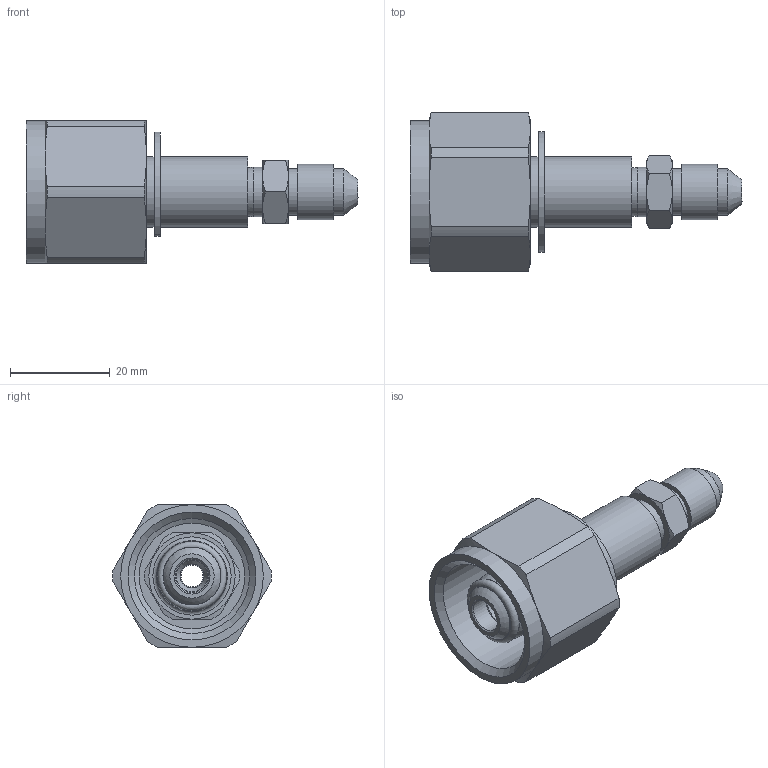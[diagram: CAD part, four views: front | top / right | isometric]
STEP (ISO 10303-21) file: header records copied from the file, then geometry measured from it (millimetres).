
FILE_DESCRIPTION(('STEP AP203'),'1');
FILE_NAME('00GSE-1046-00_-1 (Transfill Adapter Assy, CGA-540N x JIC-4M).stp','2024-03-27T20:10:22',(' '),(' '),'Spatial InterOp 3D',' ',' ');
FILE_SCHEMA(('CONFIG_CONTROL_DESIGN'));
Length unit declared in the file: inch
Products named in the file (6): 00GSE-1046-00$-1 (Transfill Adapter Assy, CGA-540N x JIC-4M); 00HDW-0370-04$C1 (CGA-540 Nipple x 1/8-27 FNPT, Modified, Brass) [nee Superior NP-211] [DV]; 00HDW-0358-00 (CGA-540 Nut, .903-14, Brass); 00HDW-0321-00 (Adapter, 1/8-27 MNPT x JIC-4M, Brass) [Parker 4_FTX]; 09005-0001-00 (Retaining Ring, 5/8" External Side Mount, Steel) [Rotorclip E-62ST ZD B100]; 09001-0011-90 (O-ring, Viton, 2-011, V90)
Assembly tree (5 placements, depth 2):
  00GSE-1046-00$-1 (Transfill Adapter Assy, CGA-540N x JIC-4M)
    00HDW-0370-04$C1 (CGA-540 Nipple x 1/8-27 FNPT, Modified, Brass) [nee Superior NP-211] [DV]
    00HDW-0358-00 (CGA-540 Nut, .903-14, Brass)
    00HDW-0321-00 (Adapter, 1/8-27 MNPT x JIC-4M, Brass) [Parker 4_FTX]
    09005-0001-00 (Retaining Ring, 5/8" External Side Mount, Steel) [Rotorclip E-62ST ZD B100]
    09001-0011-90 (O-ring, Viton, 2-011, V90)
Bounding box: 66.53 x 31.74 x 28.57 mm (x, y, z)
Volume: 15697 mm3; surface area: 10663.1 mm2
Topology: 5 solids, 5 shells, 137 faces, 321 edges, 202 vertices
Faces by surface type: cylinder 47, cone 43, plane 42, torus 3, sphere 2
Full cylindrical faces by diameter (mm): 4.369 x1, 4.775 x1, 6.35 x1, 6.756 x1, 8.611 x1, 9.246 x2, 9.855 x1, 11.112 x1, 12.751 x1, 14.148 x1, 14.224 x2, 14.478 x1, 21.133 x1, 23.063 x1, 28.575 x1
Entity records: 4082 total; most frequent: CARTESIAN_POINT 915, DIRECTION 626, ORIENTED_EDGE 526, AXIS2_PLACEMENT_3D 280, EDGE_CURVE 263, EDGE_LOOP 192, VERTEX_POINT 185, FACE_OUTER_BOUND 157
